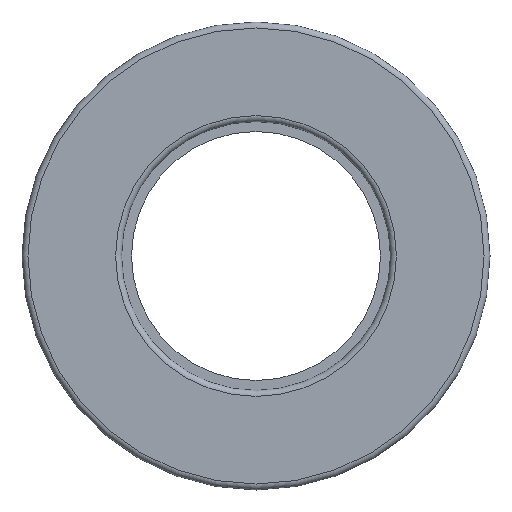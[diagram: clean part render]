
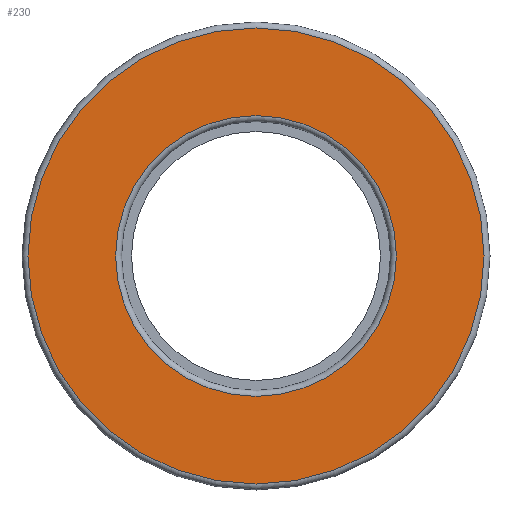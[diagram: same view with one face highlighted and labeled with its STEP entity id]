
A CAD part, front view. The second image highlights one B-rep face of the part: STEP entity #230.
In plain terms, the highlighted planar face has unit normal (0, -1, 0).
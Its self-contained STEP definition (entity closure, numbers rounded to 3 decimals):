
#66=PLANE('',#287);
#82=ORIENTED_EDGE('',*,*,#113,.T.);
#83=ORIENTED_EDGE('',*,*,#112,.F.);
#112=EDGE_CURVE('',#128,#128,#145,.T.);
#113=EDGE_CURVE('',#129,#129,#146,.T.);
#128=VERTEX_POINT('',#421);
#129=VERTEX_POINT('',#424);
#145=CIRCLE('',#286,22.9);
#146=CIRCLE('',#288,14.1);
#163=EDGE_LOOP('',(#82));
#164=EDGE_LOOP('',(#83));
#195=FACE_BOUND('',#163,.T.);
#196=FACE_BOUND('',#164,.T.);
#230=ADVANCED_FACE('',(#195,#196),#66,.T.);
#286=AXIS2_PLACEMENT_3D('',#420,#335,#336);
#287=AXIS2_PLACEMENT_3D('',#422,#337,#338);
#288=AXIS2_PLACEMENT_3D('',#423,#339,#340);
#335=DIRECTION('',(0.,1.,0.));
#336=DIRECTION('',(-1.,0.,0.));
#337=DIRECTION('',(0.,-1.,0.));
#338=DIRECTION('',(1.,0.,0.));
#339=DIRECTION('',(0.,1.,0.));
#340=DIRECTION('',(-1.,0.,0.));
#420=CARTESIAN_POINT('',(0.,0.,0.));
#421=CARTESIAN_POINT('',(-22.9,0.,0.));
#422=CARTESIAN_POINT('',(-22.9,0.,0.));
#423=CARTESIAN_POINT('',(0.,0.,0.));
#424=CARTESIAN_POINT('',(-14.1,0.,0.));
